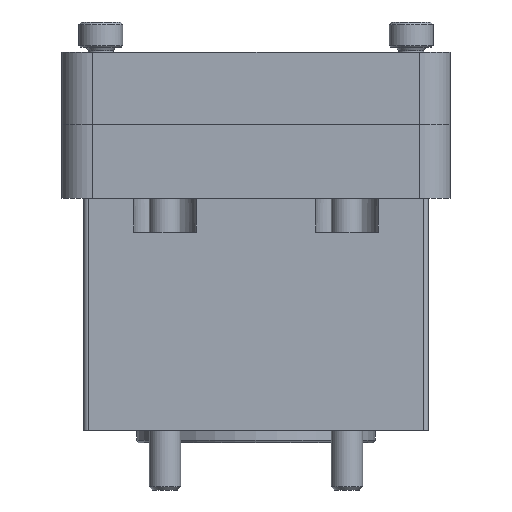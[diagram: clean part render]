
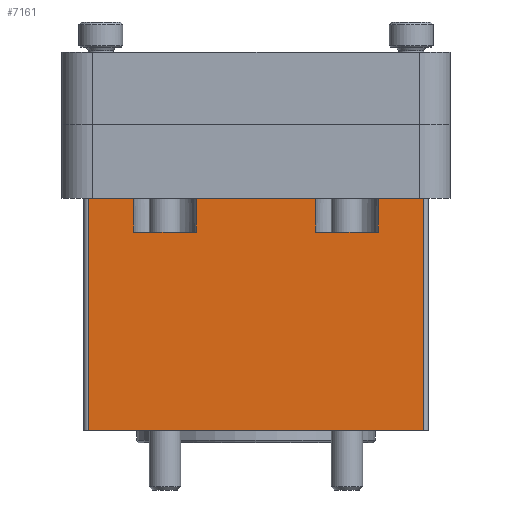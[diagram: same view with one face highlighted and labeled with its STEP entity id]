
A CAD part, front view. The second image highlights one B-rep face of the part: STEP entity #7161.
In plain terms, the highlighted planar face has unit normal (0, -1, 0).
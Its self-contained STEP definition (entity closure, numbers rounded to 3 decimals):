
#457=LINE('',#11103,#893);
#459=LINE('',#11111,#895);
#460=LINE('',#11114,#896);
#461=LINE('',#11115,#897);
#462=LINE('',#11117,#898);
#463=LINE('',#11119,#899);
#464=LINE('',#11121,#900);
#465=LINE('',#11123,#901);
#466=LINE('',#11125,#902);
#467=LINE('',#11127,#903);
#468=LINE('',#11129,#904);
#469=LINE('',#11131,#905);
#893=VECTOR('',#8691,1000.);
#895=VECTOR('',#8699,1000.);
#896=VECTOR('',#8700,1000.);
#897=VECTOR('',#8701,1000.);
#898=VECTOR('',#8702,1000.);
#899=VECTOR('',#8703,1000.);
#900=VECTOR('',#8704,1000.);
#901=VECTOR('',#8705,1000.);
#902=VECTOR('',#8706,1000.);
#903=VECTOR('',#8707,1000.);
#904=VECTOR('',#8708,1000.);
#905=VECTOR('',#8709,1000.);
#1338=ORIENTED_EDGE('',*,*,#3422,.F.);
#1339=ORIENTED_EDGE('',*,*,#3423,.T.);
#1340=ORIENTED_EDGE('',*,*,#3418,.F.);
#1341=ORIENTED_EDGE('',*,*,#3424,.T.);
#1342=ORIENTED_EDGE('',*,*,#3425,.T.);
#1343=ORIENTED_EDGE('',*,*,#3426,.F.);
#1344=ORIENTED_EDGE('',*,*,#3427,.F.);
#1345=ORIENTED_EDGE('',*,*,#3428,.F.);
#1346=ORIENTED_EDGE('',*,*,#3429,.F.);
#1347=ORIENTED_EDGE('',*,*,#3430,.T.);
#1348=ORIENTED_EDGE('',*,*,#3431,.F.);
#1349=ORIENTED_EDGE('',*,*,#3432,.F.);
#3418=EDGE_CURVE('',#4460,#4461,#457,.T.);
#3422=EDGE_CURVE('',#4464,#4465,#459,.T.);
#3423=EDGE_CURVE('',#4464,#4461,#460,.T.);
#3424=EDGE_CURVE('',#4460,#4466,#461,.T.);
#3425=EDGE_CURVE('',#4466,#4467,#462,.T.);
#3426=EDGE_CURVE('',#4468,#4467,#463,.T.);
#3427=EDGE_CURVE('',#4469,#4468,#464,.T.);
#3428=EDGE_CURVE('',#4470,#4469,#465,.T.);
#3429=EDGE_CURVE('',#4471,#4470,#466,.T.);
#3430=EDGE_CURVE('',#4471,#4472,#467,.T.);
#3431=EDGE_CURVE('',#4473,#4472,#468,.T.);
#3432=EDGE_CURVE('',#4465,#4473,#469,.T.);
#4460=VERTEX_POINT('',#11102);
#4461=VERTEX_POINT('',#11104);
#4464=VERTEX_POINT('',#11112);
#4465=VERTEX_POINT('',#11113);
#4466=VERTEX_POINT('',#11116);
#4467=VERTEX_POINT('',#11118);
#4468=VERTEX_POINT('',#11120);
#4469=VERTEX_POINT('',#11122);
#4470=VERTEX_POINT('',#11124);
#4471=VERTEX_POINT('',#11126);
#4472=VERTEX_POINT('',#11128);
#4473=VERTEX_POINT('',#11130);
#5717=EDGE_LOOP('',(#1338,#1339,#1340,#1341,#1342,#1343,#1344,#1345,#1346,
#1347,#1348,#1349));
#6347=FACE_BOUND('',#5717,.T.);
#6982=PLANE('',#7696);
#7161=ADVANCED_FACE('',(#6347),#6982,.F.);
#7696=AXIS2_PLACEMENT_3D('',#11110,#8697,#8698);
#8691=DIRECTION('',(1.,0.,0.));
#8697=DIRECTION('',(0.,1.,0.));
#8698=DIRECTION('',(0.,0.,1.));
#8699=DIRECTION('',(1.,0.,0.));
#8700=DIRECTION('',(0.,0.,1.));
#8701=DIRECTION('',(0.,0.,-1.));
#8702=DIRECTION('',(1.,0.,0.));
#8703=DIRECTION('',(0.,0.,-1.));
#8704=DIRECTION('',(1.,0.,0.));
#8705=DIRECTION('',(0.,0.,1.));
#8706=DIRECTION('',(1.,0.,0.));
#8707=DIRECTION('',(0.,0.,1.));
#8708=DIRECTION('',(1.,0.,0.));
#8709=DIRECTION('',(0.,0.,1.));
#11102=CARTESIAN_POINT('',(-26.75,-22.,37.));
#11103=CARTESIAN_POINT('',(-26.75,-22.,37.));
#11104=CARTESIAN_POINT('',(-19.5,-22.,37.));
#11110=CARTESIAN_POINT('',(-26.75,-22.,37.));
#11111=CARTESIAN_POINT('',(-26.75,-22.,31.6));
#11112=CARTESIAN_POINT('',(-19.5,-22.,31.6));
#11113=CARTESIAN_POINT('',(-9.5,-22.,31.6));
#11114=CARTESIAN_POINT('',(-19.5,-22.,31.6));
#11115=CARTESIAN_POINT('',(-26.75,-22.,37.));
#11116=CARTESIAN_POINT('',(-26.75,-22.,0.));
#11117=CARTESIAN_POINT('',(-26.75,-22.,0.));
#11118=CARTESIAN_POINT('',(26.75,-22.,0.));
#11119=CARTESIAN_POINT('',(26.75,-22.,37.));
#11120=CARTESIAN_POINT('',(26.75,-22.,37.));
#11121=CARTESIAN_POINT('',(-26.75,-22.,37.));
#11122=CARTESIAN_POINT('',(19.5,-22.,37.));
#11123=CARTESIAN_POINT('',(19.5,-22.,31.6));
#11124=CARTESIAN_POINT('',(19.5,-22.,31.6));
#11125=CARTESIAN_POINT('',(-26.75,-22.,31.6));
#11126=CARTESIAN_POINT('',(9.5,-22.,31.6));
#11127=CARTESIAN_POINT('',(9.5,-22.,31.6));
#11128=CARTESIAN_POINT('',(9.5,-22.,37.));
#11129=CARTESIAN_POINT('',(-26.75,-22.,37.));
#11130=CARTESIAN_POINT('',(-9.5,-22.,37.));
#11131=CARTESIAN_POINT('',(-9.5,-22.,31.6));
